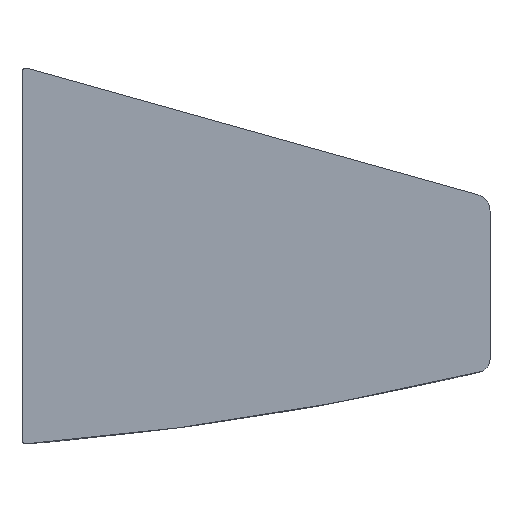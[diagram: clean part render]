
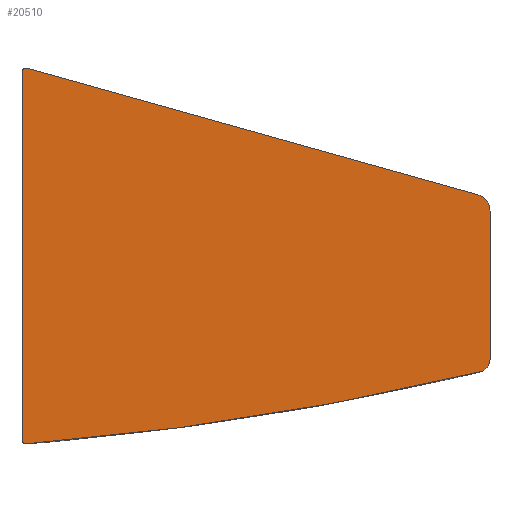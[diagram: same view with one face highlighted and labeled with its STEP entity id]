
A CAD part, top view. The second image highlights one B-rep face of the part: STEP entity #20510.
In plain terms, the highlighted planar face has unit normal (0, 0, 1).
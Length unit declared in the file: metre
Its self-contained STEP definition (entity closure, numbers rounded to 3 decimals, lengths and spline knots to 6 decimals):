
#12275=VERTEX_POINT('',#12276);
#12276=CARTESIAN_POINT('',(-0.181112,0.286402,0.049989));
#12282=EDGE_CURVE('',#12275,#12283,#12285,.T.);
#12283=VERTEX_POINT('',#12284);
#12284=CARTESIAN_POINT('',(2.670182,-0.513856,0.049989));
#12285=LINE('',#12286,#12287);
#12286=CARTESIAN_POINT('',(1.244535,-0.113727,0.049989));
#12287=VECTOR('',#12288,1.0);
#12288=DIRECTION('',(0.963,-0.27,0.0));
#13311=EDGE_CURVE('',#12283,#13312,#13314,.F.);
#13312=VERTEX_POINT('',#13313);
#13313=CARTESIAN_POINT('',(2.749722,-0.618794,0.049989));
#13314=CIRCLE('',#13315,0.108993);
#13315=AXIS2_PLACEMENT_3D('',#13316,#13317,#13318);
#13316=CARTESIAN_POINT('',(2.640729,-0.618794,0.049989));
#13317=DIRECTION('',(0.0,0.0,1.0));
#13318=DIRECTION('',(1.0,0.0,0.0));
#13730=EDGE_CURVE('',#13312,#13731,#13733,.T.);
#13731=VERTEX_POINT('',#13732);
#13732=CARTESIAN_POINT('',(2.749722,-1.553944,0.049989));
#13733=LINE('',#13734,#13735);
#13734=CARTESIAN_POINT('',(2.749722,-1.086369,0.049989));
#13735=VECTOR('',#13736,1.0);
#13736=DIRECTION('',(0.0,-1.0,0.0));
#13872=EDGE_CURVE('',#13731,#13873,#13875,.F.);
#13873=VERTEX_POINT('',#13874);
#13874=CARTESIAN_POINT('',(2.684781,-1.636377,0.049989));
#13875=CIRCLE('',#13876,0.084789);
#13876=AXIS2_PLACEMENT_3D('',#13877,#13878,#13879);
#13877=CARTESIAN_POINT('',(2.664933,-1.553944,0.049989));
#13878=DIRECTION('',(0.0,0.0,1.0));
#13879=DIRECTION('',(1.0,0.0,0.0));
#15856=EDGE_CURVE('',#13873,#15857,#15859,.F.);
#15857=VERTEX_POINT('',#15858);
#15858=CARTESIAN_POINT('',(-0.185998,-2.091152,0.049989));
#15859=CIRCLE('',#15860,18.376981);
#15860=AXIS2_PLACEMENT_3D('',#15861,#15862,#15863);
#15861=CARTESIAN_POINT('',(-1.616946,16.230032,0.049989));
#15862=DIRECTION('',(0.0,0.0,1.0));
#15863=DIRECTION('',(1.0,0.0,0.0));
#20384=VERTEX_POINT('',#20385);
#20385=CARTESIAN_POINT('',(-0.213376,-2.06583,0.049989));
#20391=EDGE_CURVE('',#20384,#20392,#20394,.F.);
#20392=VERTEX_POINT('',#20393);
#20393=CARTESIAN_POINT('',(-0.213376,0.261947,0.049989));
#20394=LINE('',#20395,#20396);
#20395=CARTESIAN_POINT('',(-0.213376,-0.901941,0.049989));
#20396=VECTOR('',#20397,1.0);
#20397=DIRECTION('',(0.,-1.0,0.));
#20453=EDGE_CURVE('',#15857,#20384,#20454,.F.);
#20454=CIRCLE('',#20455,0.0254);
#20455=AXIS2_PLACEMENT_3D('',#20456,#20457,#20458);
#20456=CARTESIAN_POINT('',(-0.187976,-2.06583,0.049989));
#20457=DIRECTION('',(0.,0.,1.0));
#20458=DIRECTION('',(-1.0,0.,0.));
#20499=EDGE_CURVE('',#20392,#12275,#20500,.F.);
#20500=CIRCLE('',#20501,0.0254);
#20501=AXIS2_PLACEMENT_3D('',#20502,#20503,#20504);
#20502=CARTESIAN_POINT('',(-0.187976,0.261947,0.049989));
#20503=DIRECTION('',(0.,0.,1.0));
#20504=DIRECTION('',(-1.0,0.,0.));
#20510=ADVANCED_FACE('layup tool',(#20511),#20521,.F.);
#20511=FACE_BOUND('',#20512,.T.);
#20512=EDGE_LOOP('',(#20513,#20514,#20515,#20516,#20517,#20518,#20519,#20520));
#20513=ORIENTED_EDGE('',*,*,#20391,.F.);
#20514=ORIENTED_EDGE('',*,*,#20453,.F.);
#20515=ORIENTED_EDGE('',*,*,#15856,.F.);
#20516=ORIENTED_EDGE('',*,*,#13872,.F.);
#20517=ORIENTED_EDGE('',*,*,#13730,.F.);
#20518=ORIENTED_EDGE('',*,*,#13311,.F.);
#20519=ORIENTED_EDGE('',*,*,#12282,.F.);
#20520=ORIENTED_EDGE('',*,*,#20499,.F.);
#20521=PLANE('',#20522);
#20522=AXIS2_PLACEMENT_3D('',#20523,#20524,#20525);
#20523=CARTESIAN_POINT('',(1.259998,-0.995836,0.049989));
#20524=DIRECTION('',(0.,0.,-1.0));
#20525=DIRECTION('',(0.995,-0.1,0.));
